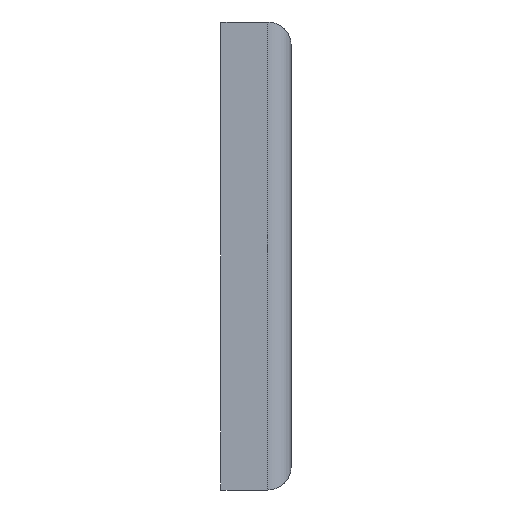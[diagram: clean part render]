
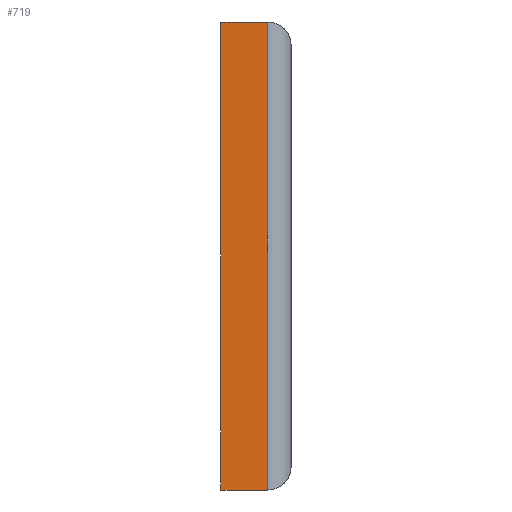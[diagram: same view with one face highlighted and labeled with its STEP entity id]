
A CAD part, front view. The second image highlights one B-rep face of the part: STEP entity #719.
In plain terms, the highlighted planar face has unit normal (0, -1, 0).
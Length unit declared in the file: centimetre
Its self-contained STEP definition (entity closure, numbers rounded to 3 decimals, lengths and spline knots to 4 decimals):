
#123=VECTOR('',#216,1.);
#136=VECTOR('',#238,1.);
#139=VECTOR('',#242,1.);
#140=VECTOR('',#268,1.);
#147=LINE('',#1295,#123);
#160=LINE('',#1743,#136);
#163=LINE('',#1749,#139);
#164=LINE('',#1764,#140);
#173=PLANE('',#317);
#216=DIRECTION('',(0.,0.,-1.));
#238=DIRECTION('',(1.,0.,0.));
#242=DIRECTION('',(1.,0.,0.));
#268=DIRECTION('',(0.,0.,-1.));
#269=DIRECTION('',(0.,-1.,0.));
#317=AXIS2_PLACEMENT_3D('',#1765,#269,$);
#372=VERTEX_POINT('',#1294);
#373=VERTEX_POINT('',#1296);
#386=VERTEX_POINT('',#1744);
#387=VERTEX_POINT('',#1748);
#448=EDGE_CURVE('',#373,#372,#147,.T.);
#469=EDGE_CURVE('',#373,#386,#160,.T.);
#472=EDGE_CURVE('',#372,#387,#163,.T.);
#479=EDGE_CURVE('',#386,#387,#164,.T.);
#604=ORIENTED_EDGE('',*,*,#479,.F.);
#605=ORIENTED_EDGE('',*,*,#469,.F.);
#606=ORIENTED_EDGE('',*,*,#448,.T.);
#607=ORIENTED_EDGE('',*,*,#472,.T.);
#649=EDGE_LOOP('',(#604,#605,#606,#607));
#687=FACE_BOUND('',#649,.T.);
#719=ADVANCED_FACE('',(#687),#173,.T.);
#1294=CARTESIAN_POINT('',(7.62,-0.508,-1.27));
#1295=CARTESIAN_POINT('',(7.62,-0.508,1.27));
#1296=CARTESIAN_POINT('',(7.62,-0.508,1.27));
#1743=CARTESIAN_POINT('',(7.62,-0.508,1.27));
#1744=CARTESIAN_POINT('',(7.874,-0.508,1.27));
#1748=CARTESIAN_POINT('',(7.874,-0.508,-1.27));
#1749=CARTESIAN_POINT('',(7.62,-0.508,-1.27));
#1764=CARTESIAN_POINT('',(7.874,-0.508,0.));
#1765=CARTESIAN_POINT('',(7.62,-0.508,0.));
